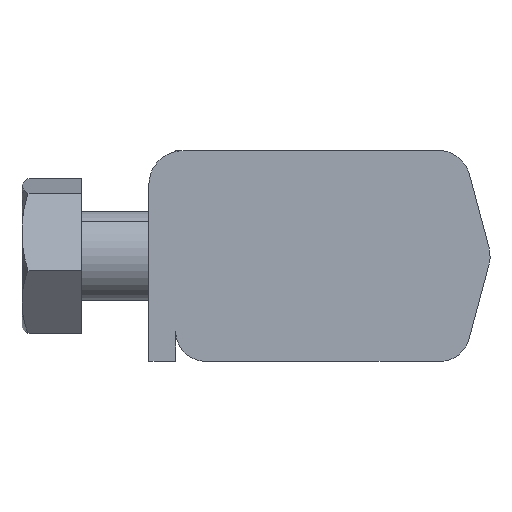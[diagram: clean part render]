
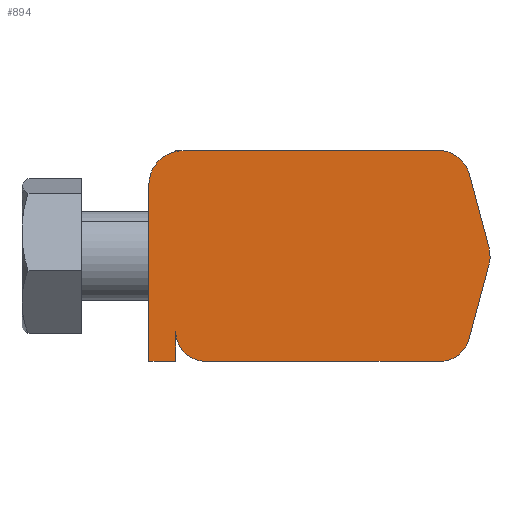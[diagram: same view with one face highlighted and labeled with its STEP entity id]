
A CAD part, left-side view. The second image highlights one B-rep face of the part: STEP entity #894.
In plain terms, the highlighted planar face has unit normal (-1, 0, 0).
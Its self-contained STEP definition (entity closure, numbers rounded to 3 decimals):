
#15 = CARTESIAN_POINT ( 'NONE',  ( -16.519, -17.616, 9.926 ) ) ;
#24 = VERTEX_POINT ( 'NONE', #706 ) ;
#29 = DIRECTION ( 'NONE',  ( 0., 1., 0. ) ) ;
#38 = CARTESIAN_POINT ( 'NONE',  ( -16.519, -15.664, -2.714 ) ) ;
#42 = FACE_OUTER_BOUND ( 'NONE', #984, .T. ) ;
#55 = DIRECTION ( 'NONE',  ( -1., 0., 0. ) ) ;
#56 = ORIENTED_EDGE ( 'NONE', *, *, #1132, .T. ) ;
#60 = DIRECTION ( 'NONE',  ( 0., -1., 0. ) ) ;
#68 = CARTESIAN_POINT ( 'NONE',  ( -16.519, -15.818, -2.714 ) ) ;
#86 = ORIENTED_EDGE ( 'NONE', *, *, #1181, .T. ) ;
#94 = DIRECTION ( 'NONE',  ( 0., 0., 1. ) ) ;
#95 = DIRECTION ( 'NONE',  ( -1., 0., 0. ) ) ;
#97 = CARTESIAN_POINT ( 'NONE',  ( -16.519, 0.162, -0.714 ) ) ;
#104 = DIRECTION ( 'NONE',  ( 0., 1., 0. ) ) ;
#111 = VECTOR ( 'NONE', #60, 1000. ) ;
#113 = CARTESIAN_POINT ( 'NONE',  ( -16.519, 2.162, -0.714 ) ) ;
#123 = VECTOR ( 'NONE', #1002, 1000. ) ;
#146 = AXIS2_PLACEMENT_3D ( 'NONE', #97, #95, #94 ) ;
#149 = CARTESIAN_POINT ( 'NONE',  ( -16.519, -18.955, 4.928 ) ) ;
#163 = CARTESIAN_POINT ( 'NONE',  ( -16.519, -15.587, 11.483 ) ) ;
#172 = LINE ( 'NONE', #979, #1225 ) ;
#176 = DIRECTION ( 'NONE',  ( 0., 0., 1. ) ) ;
#179 = CIRCLE ( 'NONE', #685, 2.1 ) ;
#180 = DIRECTION ( 'NONE',  ( -1., 0., 0. ) ) ;
#183 = CARTESIAN_POINT ( 'NONE',  ( -16.519, -15.664, -0.714 ) ) ;
#212 = VERTEX_POINT ( 'NONE', #1217 ) ;
#221 = CARTESIAN_POINT ( 'NONE',  ( -16.519, 2.169, -2.717 ) ) ;
#224 = CIRCLE ( 'NONE', #146, 2. ) ;
#250 = LINE ( 'NONE', #312, #422 ) ;
#256 = AXIS2_PLACEMENT_3D ( 'NONE', #183, #180, #176 ) ;
#312 = CARTESIAN_POINT ( 'NONE',  ( -16.519, 2.169, -2.717 ) ) ;
#331 = CARTESIAN_POINT ( 'NONE',  ( -16.519, 3.969, 11.483 ) ) ;
#381 = DIRECTION ( 'NONE',  ( 0., 0., 1. ) ) ;
#383 = DIRECTION ( 'NONE',  ( -1., 0., 0. ) ) ;
#402 = DIRECTION ( 'NONE',  ( 0., 0., -1. ) ) ;
#406 = LINE ( 'NONE', #331, #526 ) ;
#407 = ORIENTED_EDGE ( 'NONE', *, *, #1249, .T. ) ;
#420 = AXIS2_PLACEMENT_3D ( 'NONE', #1765, #55, #1565 ) ;
#422 = VECTOR ( 'NONE', #29, 1000. ) ;
#448 = VECTOR ( 'NONE', #104, 1000. ) ;
#465 = VERTEX_POINT ( 'NONE', #15 ) ;
#490 = LINE ( 'NONE', #68, #111 ) ;
#495 = ORIENTED_EDGE ( 'NONE', *, *, #957, .T. ) ;
#526 = VECTOR ( 'NONE', #402, 1000. ) ;
#541 = CARTESIAN_POINT ( 'NONE',  ( -16.519, 2.169, 11.483 ) ) ;
#549 = ORIENTED_EDGE ( 'NONE', *, *, #1411, .F. ) ;
#550 = DIRECTION ( 'NONE',  ( 0., 1., 0. ) ) ;
#567 = LINE ( 'NONE', #113, #448 ) ;
#568 = CARTESIAN_POINT ( 'NONE',  ( -16.519, -16.927, 4.384 ) ) ;
#586 = DIRECTION ( 'NONE',  ( 0., 0., 1. ) ) ;
#588 = DIRECTION ( 'NONE',  ( -1., 0., 0. ) ) ;
#622 = VERTEX_POINT ( 'NONE', #1216 ) ;
#626 = AXIS2_PLACEMENT_3D ( 'NONE', #1127, #834, #1053 ) ;
#642 = VECTOR ( 'NONE', #550, 1000. ) ;
#685 = AXIS2_PLACEMENT_3D ( 'NONE', #568, #588, #586 ) ;
#706 = CARTESIAN_POINT ( 'NONE',  ( -16.519, -18.955, 3.841 ) ) ;
#720 = ORIENTED_EDGE ( 'NONE', *, *, #1267, .T. ) ;
#728 = CARTESIAN_POINT ( 'NONE',  ( -16.519, 2.162, -0.714 ) ) ;
#758 = AXIS2_PLACEMENT_3D ( 'NONE', #1752, #383, #381 ) ;
#786 = CIRCLE ( 'NONE', #626, 2.3 ) ;
#792 = VERTEX_POINT ( 'NONE', #728 ) ;
#802 = CIRCLE ( 'NONE', #256, 2. ) ;
#834 = DIRECTION ( 'NONE',  ( 1., 0., 0. ) ) ;
#849 = ORIENTED_EDGE ( 'NONE', *, *, #972, .T. ) ;
#894 = ADVANCED_FACE ( 'NONE', ( #42 ), #1449, .T. ) ;
#899 = EDGE_CURVE ( 'NONE', #212, #24, #172, .T. ) ;
#901 = ORIENTED_EDGE ( 'NONE', *, *, #974, .T. ) ;
#925 = ORIENTED_EDGE ( 'NONE', *, *, #1236, .F. ) ;
#957 = EDGE_CURVE ( 'NONE', #1607, #622, #406, .T. ) ;
#959 = ORIENTED_EDGE ( 'NONE', *, *, #899, .T. ) ;
#972 = EDGE_CURVE ( 'NONE', #1204, #1650, #1363, .T. ) ;
#974 = EDGE_CURVE ( 'NONE', #24, #1709, #179, .T. ) ;
#979 = CARTESIAN_POINT ( 'NONE',  ( -16.519, -18.976, 3.919 ) ) ;
#984 = EDGE_LOOP ( 'NONE', ( #56, #849, #1168, #495, #1477, #549, #925, #407, #720, #86, #959, #901, #1672 ) ) ;
#1002 = DIRECTION ( 'NONE',  ( 0., 0.259, 0.966 ) ) ;
#1053 = DIRECTION ( 'NONE',  ( 0., 0., -1. ) ) ;
#1105 = VERTEX_POINT ( 'NONE', #221 ) ;
#1109 = CARTESIAN_POINT ( 'NONE',  ( -16.519, 2.169, 11.483 ) ) ;
#1116 = LINE ( 'NONE', #1109, #1747 ) ;
#1127 = CARTESIAN_POINT ( 'NONE',  ( -16.519, 1.669, 9.183 ) ) ;
#1132 = EDGE_CURVE ( 'NONE', #465, #1204, #1230, .T. ) ;
#1168 = ORIENTED_EDGE ( 'NONE', *, *, #1372, .F. ) ;
#1177 = EDGE_CURVE ( 'NONE', #1709, #465, #1723, .T. ) ;
#1181 = EDGE_CURVE ( 'NONE', #1349, #212, #802, .T. ) ;
#1204 = VERTEX_POINT ( 'NONE', #163 ) ;
#1216 = CARTESIAN_POINT ( 'NONE',  ( -16.519, 3.969, -2.717 ) ) ;
#1217 = CARTESIAN_POINT ( 'NONE',  ( -16.519, -17.596, -1.231 ) ) ;
#1225 = VECTOR ( 'NONE', #1492, 1000. ) ;
#1230 = CIRCLE ( 'NONE', #420, 2.1 ) ;
#1236 = EDGE_CURVE ( 'NONE', #792, #1539, #567, .T. ) ;
#1249 = EDGE_CURVE ( 'NONE', #792, #1711, #224, .T. ) ;
#1267 = EDGE_CURVE ( 'NONE', #1711, #1349, #490, .T. ) ;
#1349 = VERTEX_POINT ( 'NONE', #38 ) ;
#1353 = EDGE_CURVE ( 'NONE', #1105, #622, #250, .T. ) ;
#1362 = CARTESIAN_POINT ( 'NONE',  ( -16.519, 3.969, 9.183 ) ) ;
#1363 = LINE ( 'NONE', #541, #642 ) ;
#1364 = CARTESIAN_POINT ( 'NONE',  ( -16.519, -17.556, 10.148 ) ) ;
#1372 = EDGE_CURVE ( 'NONE', #1607, #1650, #786, .T. ) ;
#1411 = EDGE_CURVE ( 'NONE', #1539, #1105, #1116, .T. ) ;
#1449 = PLANE ( 'NONE',  #758 ) ;
#1477 = ORIENTED_EDGE ( 'NONE', *, *, #1353, .F. ) ;
#1492 = DIRECTION ( 'NONE',  ( 0., -0.259, 0.966 ) ) ;
#1539 = VERTEX_POINT ( 'NONE', #1541 ) ;
#1541 = CARTESIAN_POINT ( 'NONE',  ( -16.519, 2.169, -0.714 ) ) ;
#1565 = DIRECTION ( 'NONE',  ( 0., 0., 1. ) ) ;
#1607 = VERTEX_POINT ( 'NONE', #1362 ) ;
#1626 = CARTESIAN_POINT ( 'NONE',  ( -16.519, 1.669, 11.483 ) ) ;
#1650 = VERTEX_POINT ( 'NONE', #1626 ) ;
#1672 = ORIENTED_EDGE ( 'NONE', *, *, #1177, .T. ) ;
#1695 = CARTESIAN_POINT ( 'NONE',  ( -16.519, 0.162, -2.714 ) ) ;
#1709 = VERTEX_POINT ( 'NONE', #149 ) ;
#1711 = VERTEX_POINT ( 'NONE', #1695 ) ;
#1723 = LINE ( 'NONE', #1364, #123 ) ;
#1747 = VECTOR ( 'NONE', #1803, 1000. ) ;
#1752 = CARTESIAN_POINT ( 'NONE',  ( -16.519, 2.169, 11.483 ) ) ;
#1765 = CARTESIAN_POINT ( 'NONE',  ( -16.519, -15.587, 9.383 ) ) ;
#1803 = DIRECTION ( 'NONE',  ( 0., 0., -1. ) ) ;
